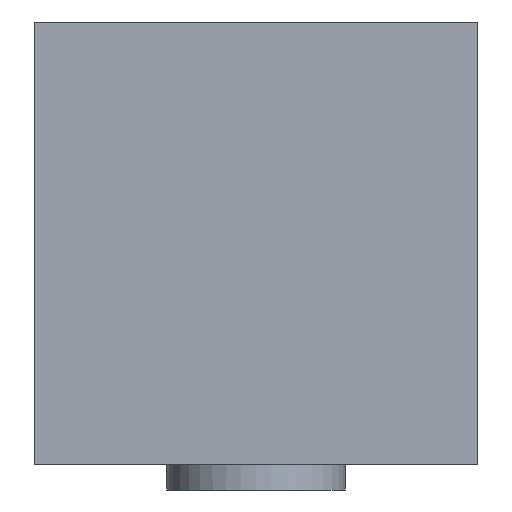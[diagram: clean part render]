
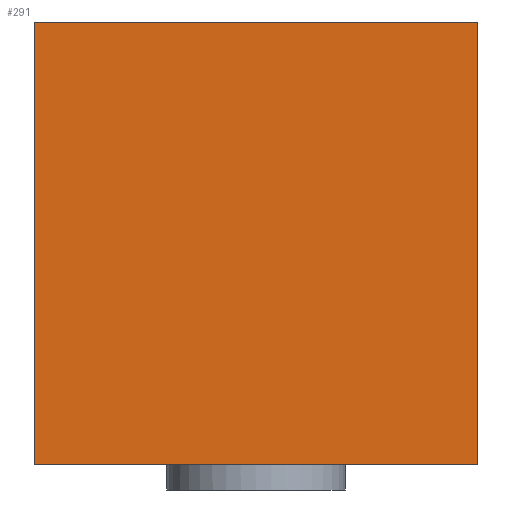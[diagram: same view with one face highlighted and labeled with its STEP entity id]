
A CAD part, left-side view. The second image highlights one B-rep face of the part: STEP entity #291.
In plain terms, the highlighted planar face has unit normal (-1, 0, 0).
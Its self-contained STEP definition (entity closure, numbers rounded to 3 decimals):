
#74=ORIENTED_EDGE('',*,*,#116,.F.);
#75=ORIENTED_EDGE('',*,*,#126,.F.);
#76=ORIENTED_EDGE('',*,*,#123,.F.);
#77=ORIENTED_EDGE('',*,*,#120,.F.);
#116=EDGE_CURVE('',#157,#158,#190,.T.);
#120=EDGE_CURVE('',#158,#161,#194,.T.);
#123=EDGE_CURVE('',#161,#163,#197,.T.);
#126=EDGE_CURVE('',#163,#157,#200,.T.);
#157=VERTEX_POINT('',#430);
#158=VERTEX_POINT('',#431);
#161=VERTEX_POINT('',#439);
#163=VERTEX_POINT('',#445);
#190=LINE('',#429,#218);
#194=LINE('',#438,#222);
#197=LINE('',#444,#225);
#200=LINE('',#450,#228);
#218=VECTOR('',#359,1000.);
#222=VECTOR('',#365,1000.);
#225=VECTOR('',#370,1000.);
#228=VECTOR('',#375,1000.);
#251=EDGE_LOOP('',(#74,#75,#76,#77));
#265=FACE_BOUND('',#251,.T.);
#279=PLANE('',#339);
#291=ADVANCED_FACE('',(#265),#279,.F.);
#339=AXIS2_PLACEMENT_3D('',#453,#379,#380);
#359=DIRECTION('',(0.,0.,-1.));
#365=DIRECTION('',(0.,1.,0.));
#370=DIRECTION('',(0.,0.,1.));
#375=DIRECTION('',(0.,-1.,0.));
#379=DIRECTION('',(1.,0.,0.));
#380=DIRECTION('',(0.,1.,0.));
#429=CARTESIAN_POINT('',(0.,-26.,45.25));
#430=CARTESIAN_POINT('',(0.,-26.,45.25));
#431=CARTESIAN_POINT('',(0.,-26.,-6.75));
#438=CARTESIAN_POINT('',(0.,-26.,-6.75));
#439=CARTESIAN_POINT('',(0.,26.,-6.75));
#444=CARTESIAN_POINT('',(0.,26.,-6.75));
#445=CARTESIAN_POINT('',(0.,26.,45.25));
#450=CARTESIAN_POINT('',(0.,26.,45.25));
#453=CARTESIAN_POINT('',(0.,-26.,-6.75));
